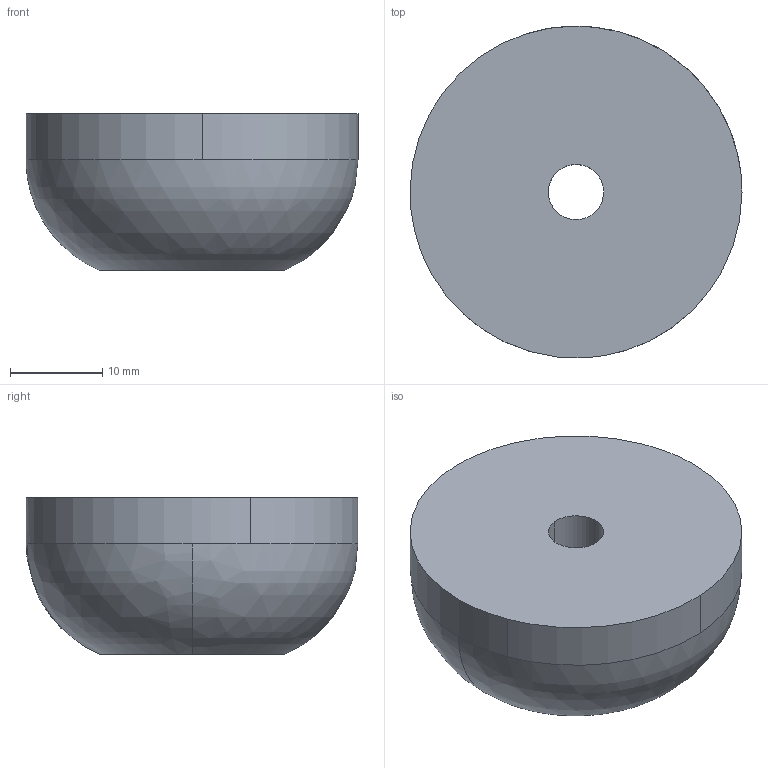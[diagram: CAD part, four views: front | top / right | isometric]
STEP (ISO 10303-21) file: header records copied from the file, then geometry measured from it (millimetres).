
FILE_DESCRIPTION((''),'2;1');
FILE_NAME('','2005-12-14T14:26:56',(''),(''),'','CADfix','');
FILE_SCHEMA(('AUTOMOTIVE_DESIGN'));
Length unit declared in the file: millimetre
Products named in the file (3): washer; rubber foot; TK_3617_9856_36
Assembly tree (2 placements, depth 2):
  TK_3617_9856_36
    washer
    rubber foot
Bounding box: 36 x 35.96 x 17 mm (x, y, z)
Volume: 12395.5 mm3; surface area: 4554.6 mm2
Topology: 2 solids, 2 shells, 20 faces, 66 edges, 52 vertices
Faces by surface type: bspline 20
Entity records: 957 total; most frequent: CARTESIAN_POINT 539, ORIENTED_EDGE 132, EDGE_CURVE 66, VERTEX_POINT 52, EDGE_LOOP 26, FACE_OUTER_BOUND 20, ADVANCED_FACE 20, DIRECTION 14
